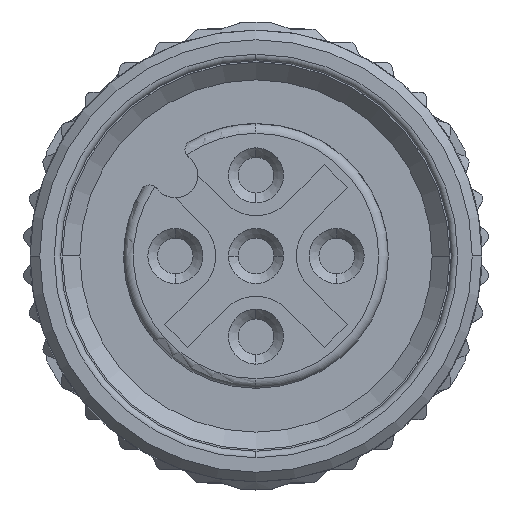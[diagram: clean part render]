
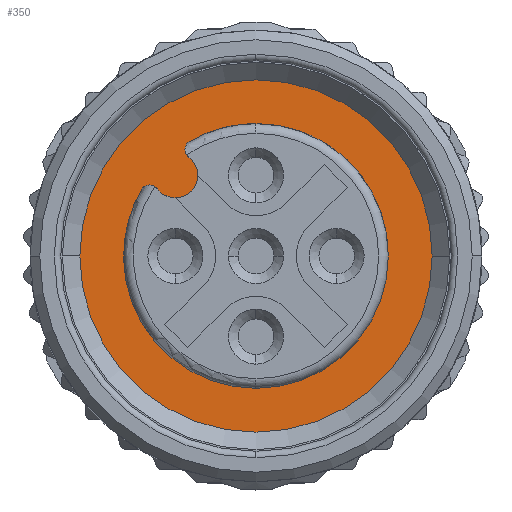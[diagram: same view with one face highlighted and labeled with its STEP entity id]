
A CAD part, left-side view. The second image highlights one B-rep face of the part: STEP entity #350.
In plain terms, the highlighted planar face has unit normal (-1, 0, 0).
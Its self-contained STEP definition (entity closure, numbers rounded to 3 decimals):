
#350 = ADVANCED_FACE( '', ( #1173, #1174 ), #1175, .F. );
#1173 = FACE_BOUND( '', #2254, .T. );
#1174 = FACE_OUTER_BOUND( '', #2255, .T. );
#1175 = PLANE( '', #2256 );
#2254 = EDGE_LOOP( '', ( #5104, #5105, #5106, #5107, #5108, #5109, #5110 ) );
#2255 = EDGE_LOOP( '', ( #5111, #5112 ) );
#2256 = AXIS2_PLACEMENT_3D( '', #5113, #5114, #5115 );
#5104 = ORIENTED_EDGE( '', *, *, #7317, .T. );
#5105 = ORIENTED_EDGE( '', *, *, #7321, .T. );
#5106 = ORIENTED_EDGE( '', *, *, #7982, .T. );
#5107 = ORIENTED_EDGE( '', *, *, #7978, .T. );
#5108 = ORIENTED_EDGE( '', *, *, #7980, .T. );
#5109 = ORIENTED_EDGE( '', *, *, #7330, .T. );
#5110 = ORIENTED_EDGE( '', *, *, #7981, .T. );
#5111 = ORIENTED_EDGE( '', *, *, #7288, .F. );
#5112 = ORIENTED_EDGE( '', *, *, #7989, .F. );
#5113 = CARTESIAN_POINT( '', ( 7.4, -3., 0. ) );
#5114 = DIRECTION( '', ( 1., 0., 0. ) );
#5115 = DIRECTION( '', ( 0., -1., 0. ) );
#7288 = EDGE_CURVE( '', #8801, #8804, #8805, .T. );
#7317 = EDGE_CURVE( '', #8859, #8857, #8860, .T. );
#7321 = EDGE_CURVE( '', #8857, #8863, #8865, .T. );
#7330 = EDGE_CURVE( '', #8868, #8880, #8882, .T. );
#7978 = EDGE_CURVE( '', #9950, #9948, #9951, .T. );
#7980 = EDGE_CURVE( '', #9948, #8868, #9953, .T. );
#7981 = EDGE_CURVE( '', #8880, #8859, #9954, .T. );
#7982 = EDGE_CURVE( '', #8863, #9950, #9955, .T. );
#7989 = EDGE_CURVE( '', #8804, #8801, #9962, .T. );
#8801 = VERTEX_POINT( '', #11217 );
#8804 = VERTEX_POINT( '', #11221 );
#8805 = CIRCLE( '', #11222, 6. );
#8857 = VERTEX_POINT( '', #11317 );
#8859 = VERTEX_POINT( '', #11320 );
#8860 = CIRCLE( '', #11321, 4.1 );
#8863 = VERTEX_POINT( '', #11325 );
#8865 = CIRCLE( '', #11328, 4.1 );
#8868 = VERTEX_POINT( '', #11331 );
#8880 = VERTEX_POINT( '', #11346 );
#8882 = CIRCLE( '', #11349, 0.7 );
#9948 = VERTEX_POINT( '', #13364 );
#9950 = VERTEX_POINT( '', #13367 );
#9951 = CIRCLE( '', #13368, 0.3 );
#9953 = CIRCLE( '', #13371, 0.7 );
#9954 = CIRCLE( '', #13372, 0.3 );
#9955 = CIRCLE( '', #13373, 4.1 );
#9962 = CIRCLE( '', #13380, 6. );
#11217 = CARTESIAN_POINT( '', ( 7.4, -6., 0. ) );
#11221 = CARTESIAN_POINT( '', ( 7.4, 6., 0. ) );
#11222 = AXIS2_PLACEMENT_3D( '', #16099, #16100, #16101 );
#11317 = CARTESIAN_POINT( '', ( 7.4, -4.1, 0. ) );
#11320 = CARTESIAN_POINT( '', ( 7.4, 2.107, 3.517 ) );
#11321 = AXIS2_PLACEMENT_3D( '', #16164, #16165, #16166 );
#11325 = CARTESIAN_POINT( '', ( 7.4, 4.1, 0. ) );
#11328 = AXIS2_PLACEMENT_3D( '', #16172, #16173, #16174 );
#11331 = CARTESIAN_POINT( '', ( 7.4, 2.92, 1.94 ) );
#11346 = CARTESIAN_POINT( '', ( 7.4, 2.08, 3.06 ) );
#11349 = AXIS2_PLACEMENT_3D( '', #16191, #16192, #16193 );
#13364 = CARTESIAN_POINT( '', ( 7.4, 3.06, 2.08 ) );
#13367 = CARTESIAN_POINT( '', ( 7.4, 3.517, 2.107 ) );
#13368 = AXIS2_PLACEMENT_3D( '', #17134, #17135, #17136 );
#13371 = AXIS2_PLACEMENT_3D( '', #17138, #17139, #17140 );
#13372 = AXIS2_PLACEMENT_3D( '', #17141, #17142, #17143 );
#13373 = AXIS2_PLACEMENT_3D( '', #17144, #17145, #17146 );
#13380 = AXIS2_PLACEMENT_3D( '', #17165, #17166, #17167 );
#16099 = CARTESIAN_POINT( '', ( 7.4, 0., 0. ) );
#16100 = DIRECTION( '', ( 1., 0., 0. ) );
#16101 = DIRECTION( '', ( 0., -1., 0. ) );
#16164 = CARTESIAN_POINT( '', ( 7.4, 0., 0. ) );
#16165 = DIRECTION( '', ( 1., 0., 0. ) );
#16166 = DIRECTION( '', ( 0., 1., 0. ) );
#16172 = CARTESIAN_POINT( '', ( 7.4, 0., 0. ) );
#16173 = DIRECTION( '', ( 1., 0., 0. ) );
#16174 = DIRECTION( '', ( 0., 1., 0. ) );
#16191 = CARTESIAN_POINT( '', ( 7.4, 2.5, 2.5 ) );
#16192 = DIRECTION( '', ( -1., 0., 0. ) );
#16193 = DIRECTION( '', ( 0., -0.6, 0.8 ) );
#17134 = CARTESIAN_POINT( '', ( 7.4, 3.3, 1.9 ) );
#17135 = DIRECTION( '', ( 1., 0., 0. ) );
#17136 = DIRECTION( '', ( 0., -0.8, 0.6 ) );
#17138 = CARTESIAN_POINT( '', ( 7.4, 2.5, 2.5 ) );
#17139 = DIRECTION( '', ( -1., 0., 0. ) );
#17140 = DIRECTION( '', ( 0., -0.6, 0.8 ) );
#17141 = CARTESIAN_POINT( '', ( 7.4, 1.9, 3.3 ) );
#17142 = DIRECTION( '', ( 1., 0., 0. ) );
#17143 = DIRECTION( '', ( 0., 0.69, 0.724 ) );
#17144 = CARTESIAN_POINT( '', ( 7.4, 0., 0. ) );
#17145 = DIRECTION( '', ( 1., 0., 0. ) );
#17146 = DIRECTION( '', ( 0., 1., 0. ) );
#17165 = CARTESIAN_POINT( '', ( 7.4, 0., 0. ) );
#17166 = DIRECTION( '', ( 1., 0., 0. ) );
#17167 = DIRECTION( '', ( 0., -1., 0. ) );
